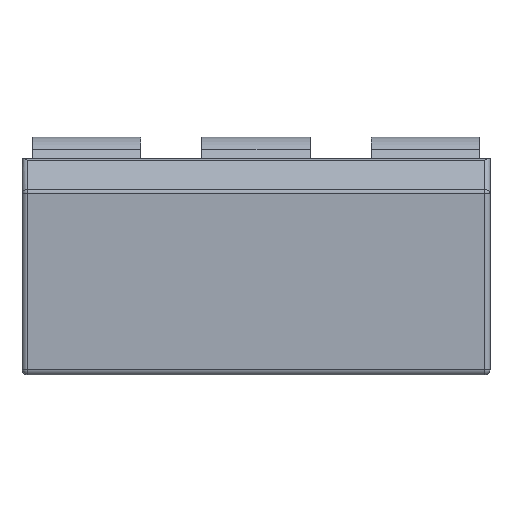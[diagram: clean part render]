
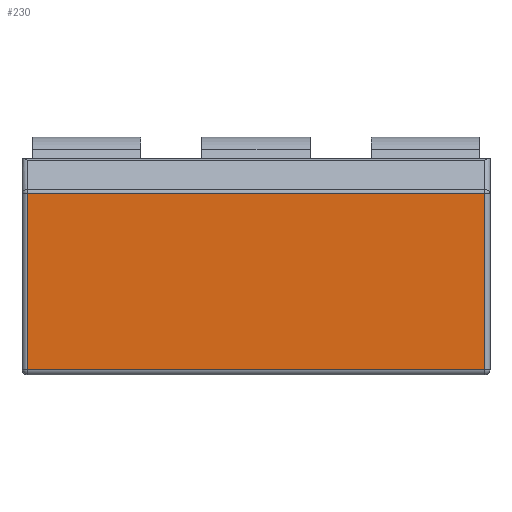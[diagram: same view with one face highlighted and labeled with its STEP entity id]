
A CAD part, front view. The second image highlights one B-rep face of the part: STEP entity #230.
In plain terms, the highlighted planar face has unit normal (0, -1, 0).
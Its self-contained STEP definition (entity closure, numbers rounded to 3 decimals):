
#124=FACE_OUTER_BOUND('',#1039,.T.);
#230=ADVANCED_FACE('',(#124),#386,.F.);
#386=PLANE('',#2643);
#518=LINE('',#3779,#735);
#519=LINE('',#3782,#736);
#520=LINE('',#3784,#737);
#521=LINE('',#3786,#738);
#735=VECTOR('',#2978,1.);
#736=VECTOR('',#2979,1.);
#737=VECTOR('',#2980,1.);
#738=VECTOR('',#2981,1.);
#1039=EDGE_LOOP('',(#1312,#1313,#1314,#1315));
#1312=ORIENTED_EDGE('',*,*,#2228,.T.);
#1313=ORIENTED_EDGE('',*,*,#2229,.T.);
#1314=ORIENTED_EDGE('',*,*,#2230,.T.);
#1315=ORIENTED_EDGE('',*,*,#2231,.T.);
#1982=VERTEX_POINT('',#3780);
#1983=VERTEX_POINT('',#3781);
#1984=VERTEX_POINT('',#3783);
#1985=VERTEX_POINT('',#3785);
#2228=EDGE_CURVE('',#1982,#1983,#518,.T.);
#2229=EDGE_CURVE('',#1983,#1984,#519,.T.);
#2230=EDGE_CURVE('',#1984,#1985,#520,.T.);
#2231=EDGE_CURVE('',#1985,#1982,#521,.T.);
#2643=AXIS2_PLACEMENT_3D('',#3787,#2982,#2983);
#2978=DIRECTION('',(-1.,0.,0.));
#2979=DIRECTION('',(0.,0.,-1.));
#2980=DIRECTION('',(1.,0.,0.));
#2981=DIRECTION('',(0.,0.,1.));
#2982=DIRECTION('',(0.,1.,0.));
#2983=DIRECTION('',(0.,0.,1.));
#3779=CARTESIAN_POINT('',(0.,0.,33.586));
#3780=CARTESIAN_POINT('',(85.6,0.,33.586));
#3781=CARTESIAN_POINT('',(1.,0.,33.586));
#3782=CARTESIAN_POINT('',(1.,0.,40.));
#3783=CARTESIAN_POINT('',(1.,0.,1.));
#3784=CARTESIAN_POINT('',(86.6,0.,1.));
#3785=CARTESIAN_POINT('',(85.6,0.,1.));
#3786=CARTESIAN_POINT('',(85.6,0.,34.));
#3787=CARTESIAN_POINT('',(86.6,0.,40.));
